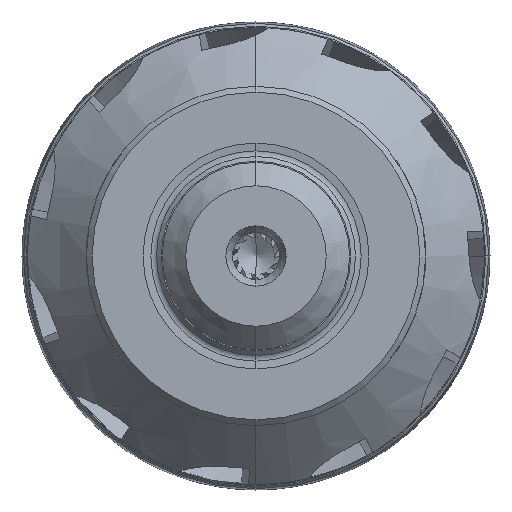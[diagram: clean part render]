
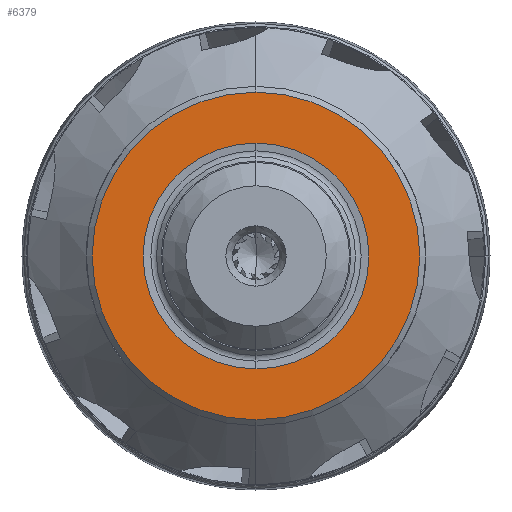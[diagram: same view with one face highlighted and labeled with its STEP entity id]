
A CAD part, left-side view. The second image highlights one B-rep face of the part: STEP entity #6379.
In plain terms, the highlighted planar face has unit normal (-1, 0, 0).
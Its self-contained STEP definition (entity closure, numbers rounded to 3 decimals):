
#2 = AXIS2_PLACEMENT_3D ( 'NONE', #3558, #3559, #3560 ) ;
#4 = CIRCLE ( 'NONE', #2, 14. ) ;
#105 = EDGE_LOOP ( 'NONE', ( #807, #806 ) ) ;
#157 = EDGE_LOOP ( 'NONE', ( #805, #788 ) ) ;
#788 = ORIENTED_EDGE ( 'NONE', *, *, #5790, .F. ) ;
#805 = ORIENTED_EDGE ( 'NONE', *, *, #9634, .F. ) ;
#806 = ORIENTED_EDGE ( 'NONE', *, *, #5785, .T. ) ;
#807 = ORIENTED_EDGE ( 'NONE', *, *, #9636, .T. ) ;
#1040 = CARTESIAN_POINT ( 'NONE',  ( -34.55, 0., -14. ) ) ;
#1421 = CARTESIAN_POINT ( 'NONE',  ( -34.55, 0., 0. ) ) ;
#1422 = DIRECTION ( 'NONE',  ( 1., 0., 0. ) ) ;
#1423 = DIRECTION ( 'NONE',  ( 0., 0., -1. ) ) ;
#1425 = CARTESIAN_POINT ( 'NONE',  ( -34.55, 0., 0. ) ) ;
#1426 = DIRECTION ( 'NONE',  ( 1., 0., 0. ) ) ;
#1427 = DIRECTION ( 'NONE',  ( 0., 0., -1. ) ) ;
#3355 = AXIS2_PLACEMENT_3D ( 'NONE', #1425, #1426, #1427 ) ;
#3547 = CARTESIAN_POINT ( 'NONE',  ( -34.55, 0., 0. ) ) ;
#3548 = DIRECTION ( 'NONE',  ( 1., 0., 0. ) ) ;
#3549 = DIRECTION ( 'NONE',  ( 0., 0., -1. ) ) ;
#3558 = CARTESIAN_POINT ( 'NONE',  ( -34.55, 0., 0. ) ) ;
#3559 = DIRECTION ( 'NONE',  ( 1., 0., 0. ) ) ;
#3560 = DIRECTION ( 'NONE',  ( 0., 0., -1. ) ) ;
#4734 = AXIS2_PLACEMENT_3D ( 'NONE', #8559, #8558, #8565 ) ;
#4828 = CIRCLE ( 'NONE', #3355, 9.653 ) ;
#5785 = EDGE_CURVE ( 'NONE', #9403, #9402, #8213, .T. ) ;
#5790 = EDGE_CURVE ( 'NONE', #9400, #9470, #4, .T. ) ;
#6379 = ADVANCED_FACE ( 'NONE', ( #8560, #8562 ), #8563, .T. ) ;
#7556 = CARTESIAN_POINT ( 'NONE',  ( -34.55, 0., 14. ) ) ;
#7558 = CARTESIAN_POINT ( 'NONE',  ( -34.55, 0., 9.653 ) ) ;
#7559 = CARTESIAN_POINT ( 'NONE',  ( -34.55, 0., -9.653 ) ) ;
#8185 = CIRCLE ( 'NONE', #8195, 14. ) ;
#8195 = AXIS2_PLACEMENT_3D ( 'NONE', #1421, #1422, #1423 ) ;
#8210 = AXIS2_PLACEMENT_3D ( 'NONE', #3547, #3548, #3549 ) ;
#8213 = CIRCLE ( 'NONE', #8210, 9.653 ) ;
#8558 = DIRECTION ( 'NONE',  ( -1., 0., 0. ) ) ;
#8559 = CARTESIAN_POINT ( 'NONE',  ( -34.55, 9.653, 0. ) ) ;
#8560 = FACE_BOUND ( 'NONE', #105, .T. ) ;
#8562 = FACE_OUTER_BOUND ( 'NONE', #157, .T. ) ;
#8563 = PLANE ( 'NONE',  #4734 ) ;
#8565 = DIRECTION ( 'NONE',  ( 0., 0., 1. ) ) ;
#9400 = VERTEX_POINT ( 'NONE', #7556 ) ;
#9402 = VERTEX_POINT ( 'NONE', #7558 ) ;
#9403 = VERTEX_POINT ( 'NONE', #7559 ) ;
#9470 = VERTEX_POINT ( 'NONE', #1040 ) ;
#9634 = EDGE_CURVE ( 'NONE', #9470, #9400, #8185, .T. ) ;
#9636 = EDGE_CURVE ( 'NONE', #9402, #9403, #4828, .T. ) ;
